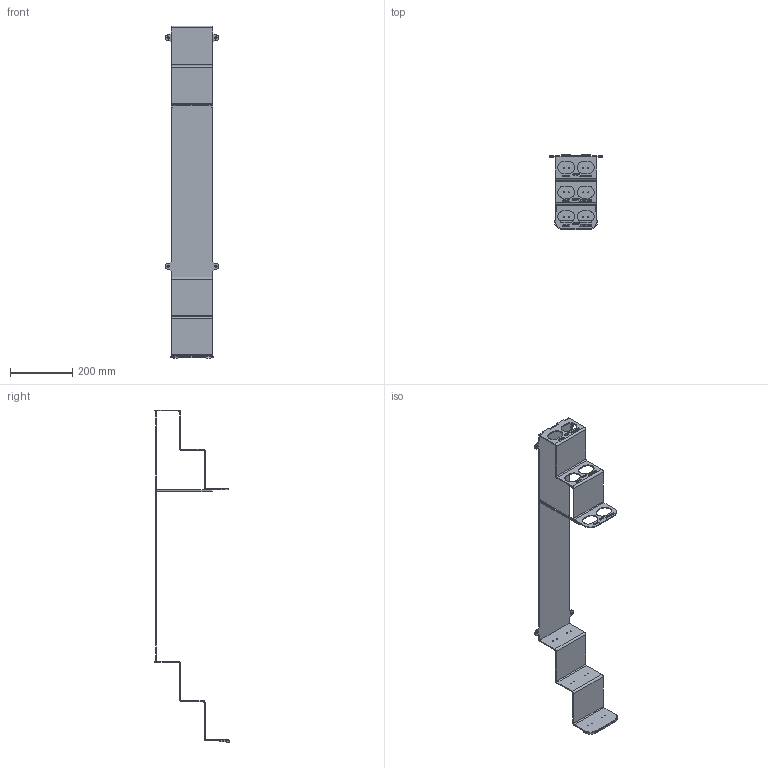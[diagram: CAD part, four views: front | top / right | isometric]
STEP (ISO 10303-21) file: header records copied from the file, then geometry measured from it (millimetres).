
FILE_DESCRIPTION(/* description */ (''),/* implementation_level */ '2;1');
FILE_NAME(/* name */ 'Organizer.step',/* time_stamp */ '2024-09-16T13:06:04-04:00',/* author */ (''),/* organization */ (''),/* preprocessor_version */ 'ST-DEVELOPER v20',/* originating_system */ 'Autodesk Translation Framework v13.14.0.145',/* authorisation */ '');
FILE_SCHEMA (('AUTOMOTIVE_DESIGN { 1 0 10303 214 3 1 1 }'));
Length unit declared in the file: inch
Products named in the file (5): Organizer; Back; Top Steps; Bottom Steps ; Bottom Steps
Assembly tree (4 placements, depth 3):
  Organizer
    Back
    Top Steps
    Bottom Steps 
      Bottom Steps
Bounding box: 173.99 x 241.71 x 1070.29 mm (x, y, z)
Volume: 739839.3 mm3; surface area: 494508.3 mm2
Topology: 6 solids, 6 shells, 936 faces, 2708 edges, 1782 vertices
Faces by surface type: plane 584, bspline 296, cylinder 56
Full cylindrical faces by diameter (mm): 3.238 x12, 6.985 x4
Entity records: 34327 total; most frequent: CARTESIAN_POINT 11248, ORIENTED_EDGE 5416, DIRECTION 3509, EDGE_CURVE 2708, LINE 1987, VECTOR 1987, VERTEX_POINT 1782, EDGE_LOOP 1096
